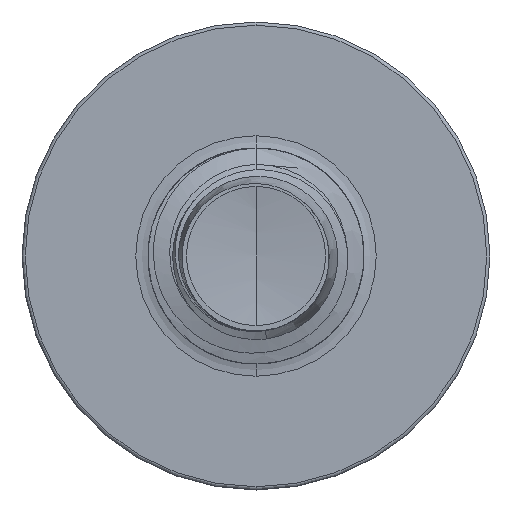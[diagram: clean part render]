
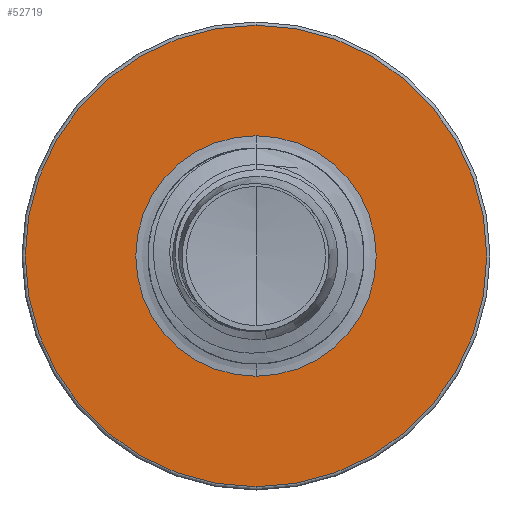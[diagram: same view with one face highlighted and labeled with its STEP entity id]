
A CAD part, front view. The second image highlights one B-rep face of the part: STEP entity #52719.
In plain terms, the highlighted planar face has unit normal (0, -1, 0).
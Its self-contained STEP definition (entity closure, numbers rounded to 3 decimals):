
#7885 = CARTESIAN_POINT ( 'NONE',  ( 0., 20., 0. ) ) ;
#9889 = CARTESIAN_POINT ( 'NONE',  ( 0., 20., 0. ) ) ;
#11589 = EDGE_CURVE ( 'NONE', #28092, #40019, #21457, .T. ) ;
#11858 = EDGE_CURVE ( 'NONE', #46513, #18758, #42836, .T. ) ;
#12824 = DIRECTION ( 'NONE',  ( 0., 0., 1. ) ) ;
#13912 = DIRECTION ( 'NONE',  ( 0., 1., 0. ) ) ;
#14795 = AXIS2_PLACEMENT_3D ( 'NONE', #40474, #13912, #44456 ) ;
#14803 = DIRECTION ( 'NONE',  ( 0., 0., 1. ) ) ;
#15083 = EDGE_CURVE ( 'NONE', #40019, #28092, #42201, .T. ) ;
#18470 = CIRCLE ( 'NONE', #32748, 3.205 ) ;
#18758 = VERTEX_POINT ( 'NONE', #20196 ) ;
#19046 = CARTESIAN_POINT ( 'NONE',  ( 0., 20., 1.67 ) ) ;
#20196 = CARTESIAN_POINT ( 'NONE',  ( 0., 20., 3.205 ) ) ;
#21457 = CIRCLE ( 'NONE', #35167, 1.67 ) ;
#22070 = CARTESIAN_POINT ( 'NONE',  ( 0., 20., -3.205 ) ) ;
#24096 = DIRECTION ( 'NONE',  ( 0., 1., 0. ) ) ;
#24936 = EDGE_CURVE ( 'NONE', #18758, #46513, #18470, .T. ) ;
#25905 = DIRECTION ( 'NONE',  ( 0., 0., 1. ) ) ;
#27012 = AXIS2_PLACEMENT_3D ( 'NONE', #46417, #50260, #25905 ) ;
#28092 = VERTEX_POINT ( 'NONE', #19046 ) ;
#29901 = PLANE ( 'NONE',  #27012 ) ;
#30143 = CARTESIAN_POINT ( 'NONE',  ( 0., 20., -1.67 ) ) ;
#30948 = EDGE_LOOP ( 'NONE', ( #55356, #56699 ) ) ;
#32748 = AXIS2_PLACEMENT_3D ( 'NONE', #9889, #41218, #14803 ) ;
#34142 = ORIENTED_EDGE ( 'NONE', *, *, #11858, .F. ) ;
#35167 = AXIS2_PLACEMENT_3D ( 'NONE', #7885, #39568, #12824 ) ;
#39568 = DIRECTION ( 'NONE',  ( 0., 1., 0. ) ) ;
#40019 = VERTEX_POINT ( 'NONE', #30143 ) ;
#40474 = CARTESIAN_POINT ( 'NONE',  ( 0., 20., 0. ) ) ;
#41218 = DIRECTION ( 'NONE',  ( 0., 1., 0. ) ) ;
#42201 = CIRCLE ( 'NONE', #14795, 1.67 ) ;
#42836 = CIRCLE ( 'NONE', #45850, 3.205 ) ;
#43663 = ORIENTED_EDGE ( 'NONE', *, *, #24936, .F. ) ;
#44456 = DIRECTION ( 'NONE',  ( 0., 0., 1. ) ) ;
#45850 = AXIS2_PLACEMENT_3D ( 'NONE', #48635, #24096, #52610 ) ;
#46417 = CARTESIAN_POINT ( 'NONE',  ( 0., 20., -1.67 ) ) ;
#46513 = VERTEX_POINT ( 'NONE', #22070 ) ;
#47964 = EDGE_LOOP ( 'NONE', ( #43663, #34142 ) ) ;
#48635 = CARTESIAN_POINT ( 'NONE',  ( 0., 20., 0. ) ) ;
#48771 = FACE_BOUND ( 'NONE', #30948, .T. ) ;
#50260 = DIRECTION ( 'NONE',  ( 0., 1., 0. ) ) ;
#52493 = FACE_OUTER_BOUND ( 'NONE', #47964, .T. ) ;
#52610 = DIRECTION ( 'NONE',  ( 0., 0., 1. ) ) ;
#52719 = ADVANCED_FACE ( 'NONE', ( #52493, #48771 ), #29901, .F. ) ;
#55356 = ORIENTED_EDGE ( 'NONE', *, *, #11589, .T. ) ;
#56699 = ORIENTED_EDGE ( 'NONE', *, *, #15083, .T. ) ;
